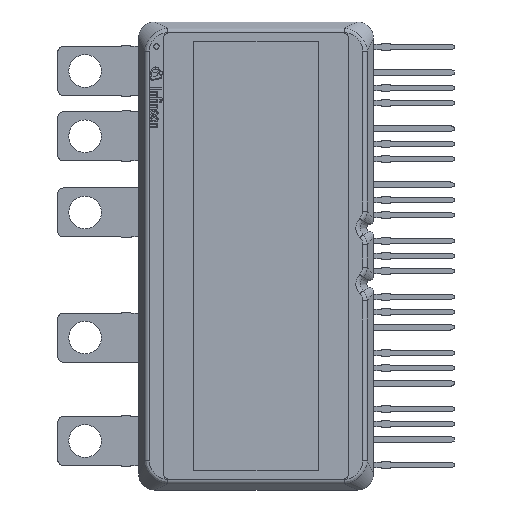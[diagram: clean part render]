
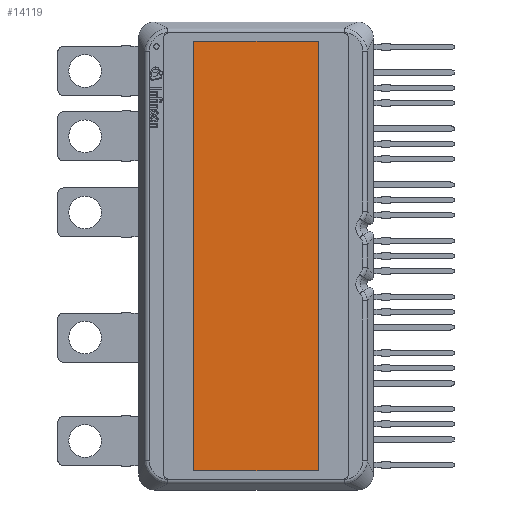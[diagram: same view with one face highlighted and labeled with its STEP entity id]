
A CAD part, top view. The second image highlights one B-rep face of the part: STEP entity #14119.
In plain terms, the highlighted planar face has unit normal (0, 0, 1).
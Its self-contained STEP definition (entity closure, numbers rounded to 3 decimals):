
#1803=FACE_OUTER_BOUND('',#2628,.T.);
#2628=EDGE_LOOP('',(#12450,#12451,#12452,#12453));
#4066=LINE('',#23611,#5450);
#4070=LINE('',#23618,#5454);
#4073=LINE('',#23624,#5457);
#4075=LINE('',#23627,#5459);
#5450=VECTOR('',#19076,1000.);
#5454=VECTOR('',#19082,1000.);
#5457=VECTOR('',#19087,1000.);
#5459=VECTOR('',#19091,1000.);
#6740=VERTEX_POINT('',#23608);
#6741=VERTEX_POINT('',#23610);
#6743=VERTEX_POINT('',#23616);
#6745=VERTEX_POINT('',#23622);
#8672=EDGE_CURVE('',#6741,#6740,#4066,.T.);
#8676=EDGE_CURVE('',#6740,#6743,#4070,.T.);
#8679=EDGE_CURVE('',#6743,#6745,#4073,.T.);
#8681=EDGE_CURVE('',#6745,#6741,#4075,.T.);
#12450=ORIENTED_EDGE('',*,*,#8672,.T.);
#12451=ORIENTED_EDGE('',*,*,#8676,.T.);
#12452=ORIENTED_EDGE('',*,*,#8679,.T.);
#12453=ORIENTED_EDGE('',*,*,#8681,.T.);
#13399=PLANE('',#15405);
#14119=ADVANCED_FACE('',(#1803),#13399,.T.);
#15405=AXIS2_PLACEMENT_3D('',#23628,#19092,#19093);
#19076=DIRECTION('',(-1.,0.,0.));
#19082=DIRECTION('',(0.,-1.,0.));
#19087=DIRECTION('',(1.,0.,0.));
#19091=DIRECTION('',(0.,1.,0.));
#19092=DIRECTION('center_axis',(0.,0.,1.));
#19093=DIRECTION('ref_axis',(0.,-1.,0.));
#23608=CARTESIAN_POINT('',(-11.4,39.5,6.));
#23610=CARTESIAN_POINT('',(11.4,39.5,6.));
#23611=CARTESIAN_POINT('',(11.4,39.5,6.));
#23616=CARTESIAN_POINT('',(-11.4,-39.5,6.));
#23618=CARTESIAN_POINT('',(-11.4,39.5,6.));
#23622=CARTESIAN_POINT('',(11.4,-39.5,6.));
#23624=CARTESIAN_POINT('',(-11.4,-39.5,6.));
#23627=CARTESIAN_POINT('',(11.4,-39.5,6.));
#23628=CARTESIAN_POINT('Origin',(0.,0.,6.));
